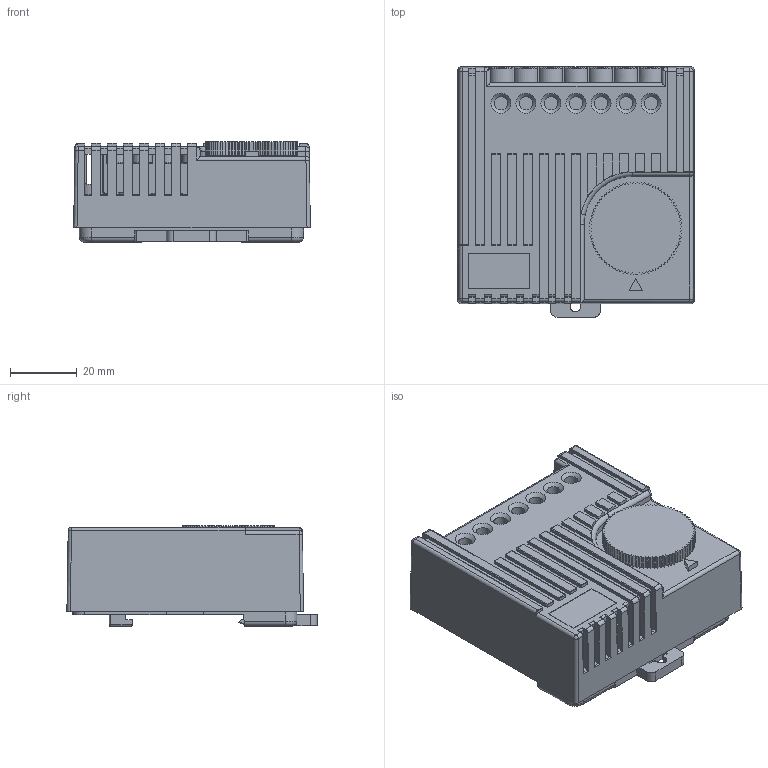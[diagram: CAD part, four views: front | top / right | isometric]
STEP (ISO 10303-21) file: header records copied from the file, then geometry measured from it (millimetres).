
FILE_DESCRIPTION(/* description */ (''),/* implementation_level */ '2;1');
FILE_NAME(/* name */ 'MTR.stp',/* time_stamp */ '2023-12-19T10:35:33+03:00',/* author */ ('Василий'),/* organization */ (''),/* preprocessor_version */ 'ST-DEVELOPER v18.1',/* originating_system */ 'Autodesk Inventor 2022',/* authorisation */ '');
FILE_SCHEMA (('AUTOMOTIVE_DESIGN { 1 0 10303 214 3 1 1 }'));
Length unit declared in the file: millimetre
Products named in the file (1): MTR
Bounding box: 71 x 75.05 x 30.13 mm (x, y, z)
Volume: 37115.4 mm3; surface area: 46136.6 mm2
Topology: 5 solids, 5 shells, 1334 faces, 3569 edges, 2201 vertices
Faces by surface type: plane 725, cylinder 388, bspline 121, sphere 50, torus 39, cone 11
Full cylindrical faces by diameter (mm): 1.2 x1, 1.6 x1, 2.016 x1, 3 x1, 3.024 x1, 3.2 x1, 3.3 x8, 3.528 x1, 4 x7, 4.032 x1, 4.536 x1, 4.6 x1, 4.9 x1, 5.342 x1, 6.2 x7, 7.7 x1, 10.3 x1, 24.9 x1
Entity records: 46009 total; most frequent: CARTESIAN_POINT 11700, ORIENTED_EDGE 7014, DIRECTION 6654, EDGE_CURVE 3507, LINE 2438, VECTOR 2438, VERTEX_POINT 2201, AXIS2_PLACEMENT_3D 2108
